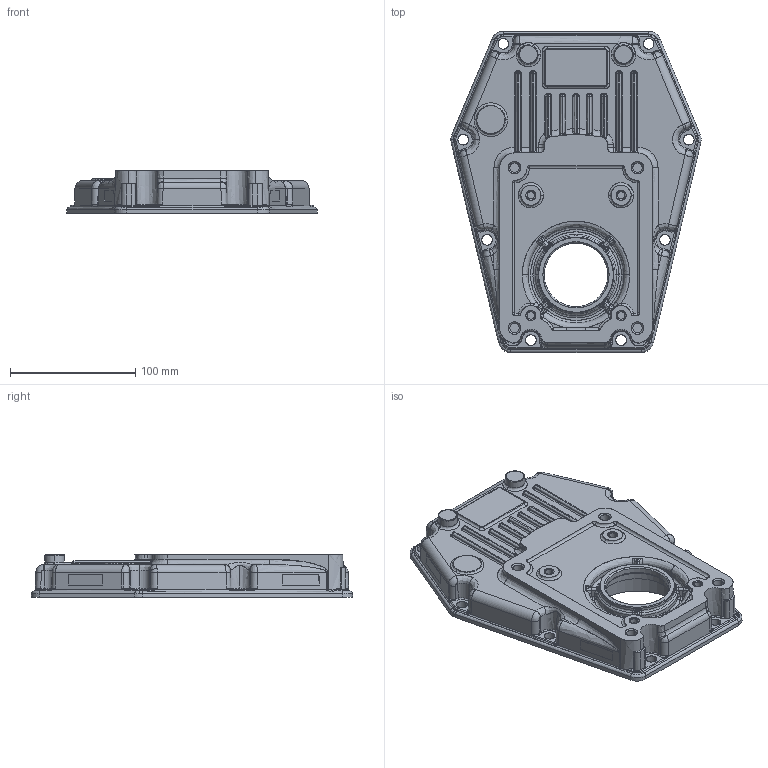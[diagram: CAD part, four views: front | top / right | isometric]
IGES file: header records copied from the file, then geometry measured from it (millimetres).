
Start section: SolidWorks IGES file using analytic representation for surfaces
Global section: file name: L_39025500.igs; native system: SolidWorks 2014; preprocessor: SolidWorks 2014; author: serviziopdm; date: 150605.164251; units: millimetre
Bounding box: 199.89 x 256.45 x 34.25 mm (x, y, z)
Surface area: 134123.7 mm2 (no closed solid volume)
Topology: 0 solids, 0 shells, 1632 faces, 16818 edges, 16741 vertices
Faces by surface type: bspline 993, revolution 639
